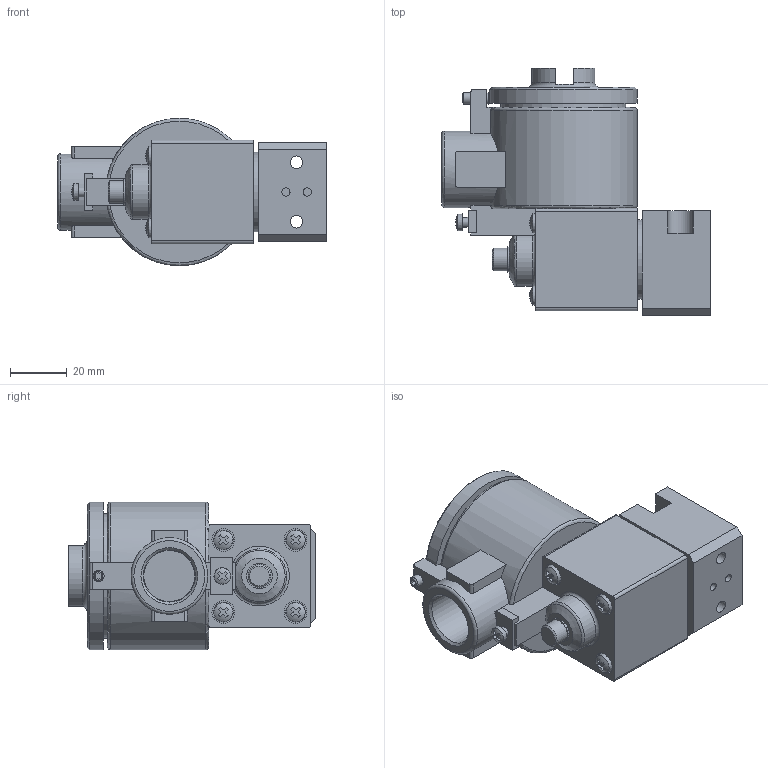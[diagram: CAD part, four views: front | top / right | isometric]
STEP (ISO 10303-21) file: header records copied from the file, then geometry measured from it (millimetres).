
FILE_DESCRIPTION(/* description */ ('STEP AP214'),/* implementation_level */ '2;1');
FILE_NAME(/* name */ '535617_MGXDH-3_2-1_2-230AC-EX',/* time_stamp */ '2024-09-05T10:22:53+02:00',/* author */ ('License CC BY-ND 4.0'),/* organization */ ('CADENAS'),/* preprocessor_version */ 'ST-DEVELOPER v19.3',/* originating_system */ 'PARTsolutions',/* authorisation */ ' ');
FILE_SCHEMA (('AUTOMOTIVE_DESIGN {1 0 10303 214 3 1 1}'));
Length unit declared in the file: millimetre
Products named in the file (1): 535617 MGXDH-3/2-1.2-230AC-EX
Bounding box: 94.75 x 87.1 x 52 mm (x, y, z)
Volume: 181640.3 mm3; surface area: 28787.9 mm2
Topology: 1 solids, 1 shells, 219 faces, 572 edges, 378 vertices
Faces by surface type: plane 123, cylinder 74, torus 11, cone 11
Full cylindrical faces by diameter (mm): 2.9 x2, 3.5 x1, 4 x2, 4.4 x2, 8 x5, 9 x1, 18 x1, 18.376 x1, 27 x1, 28 x1, 44 x1, 52 x1
Entity records: 6603 total; most frequent: CARTESIAN_POINT 1363, DIRECTION 1060, ORIENTED_EDGE 1050, EDGE_CURVE 525, AXIS2_PLACEMENT_3D 390, VERTEX_POINT 368, EDGE_LOOP 285, FACE_BOUND 285
